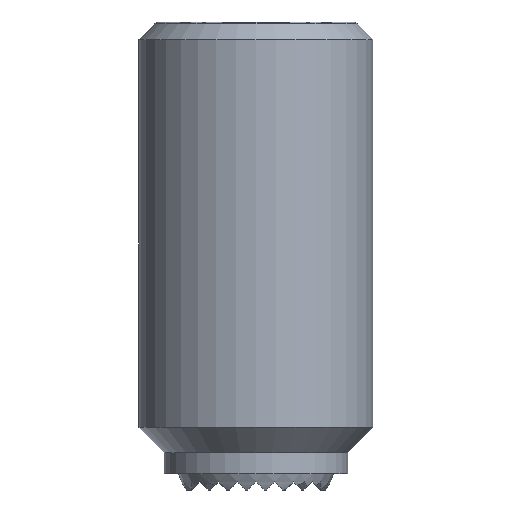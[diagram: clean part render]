
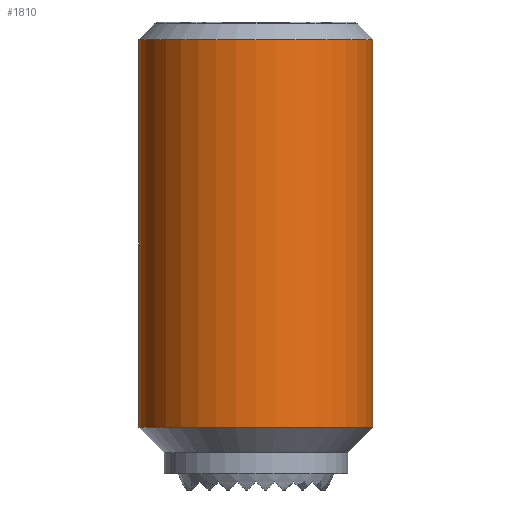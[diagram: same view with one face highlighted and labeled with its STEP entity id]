
A CAD part, front view. The second image highlights one B-rep face of the part: STEP entity #1810.
In plain terms, the highlighted cylindrical face has radius 5 mm (diameter 10 mm), a partial arc.
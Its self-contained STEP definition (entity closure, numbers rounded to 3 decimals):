
#1332=VERTEX_POINT('',#3769);
#1334=VERTEX_POINT('',#3771);
#1344=EDGE_CURVE('',#3616,#1332,#3781,.T.);
#1552=EDGE_CURVE('',#2928,#1334,#4014,.T.);
#1810=ADVANCED_FACE('',(#4302),#4303,.T.);
#2286=EDGE_CURVE('',#2928,#3616,#4834,.T.);
#2928=VERTEX_POINT('',#5553);
#3570=EDGE_CURVE('',#1332,#1334,#6270,.T.);
#3616=VERTEX_POINT('',#6321);
#3769=CARTESIAN_POINT('',(5.,0.,-0.75));
#3771=CARTESIAN_POINT('',(5.,0.,-17.325));
#3781=CIRCLE('',#6532,5.0);
#4014=CIRCLE('',#6869,5.0);
#4302=FACE_OUTER_BOUND('',#7273,.T.);
#4303=CYLINDRICAL_SURFACE('',#7274,5.0);
#4834=LINE('',#8043,#8044);
#5553=CARTESIAN_POINT('',(-5.,0.,-17.325));
#6270=LINE('',#10082,#10083);
#6321=CARTESIAN_POINT('',(-5.,0.,-0.75));
#6532=AXIS2_PLACEMENT_3D('',#10321,#10322,#10323);
#6869=AXIS2_PLACEMENT_3D('',#10603,#10604,#10605);
#7273=EDGE_LOOP('',(#10916,#10917,#10918,#10919));
#7274=AXIS2_PLACEMENT_3D('',#10920,#10921,#10922);
#8043=CARTESIAN_POINT('',(-5.,0.,-9.038));
#8044=VECTOR('',#11527,1.0);
#10082=CARTESIAN_POINT('',(5.,0.,-9.038));
#10083=VECTOR('',#13217,1.0);
#10321=CARTESIAN_POINT('',(0.,0.,-0.75));
#10322=DIRECTION('',(0.0,0.0,1.0));
#10323=DIRECTION('',(-1.0,0.,0.0));
#10603=CARTESIAN_POINT('',(0.,0.,-17.325));
#10604=DIRECTION('',(0.0,0.0,1.0));
#10605=DIRECTION('',(-1.0,0.,0.0));
#10916=ORIENTED_EDGE('',*,*,#2286,.F.);
#10917=ORIENTED_EDGE('',*,*,#1552,.T.);
#10918=ORIENTED_EDGE('',*,*,#3570,.F.);
#10919=ORIENTED_EDGE('',*,*,#1344,.F.);
#10920=CARTESIAN_POINT('',(0.,0.,-9.038));
#10921=DIRECTION('',(-0.0,-0.0,-1.0));
#10922=DIRECTION('',(-1.0,0.,0.0));
#11527=DIRECTION('',(0.0,0.0,1.0));
#13217=DIRECTION('',(-0.0,-0.0,-1.0));
